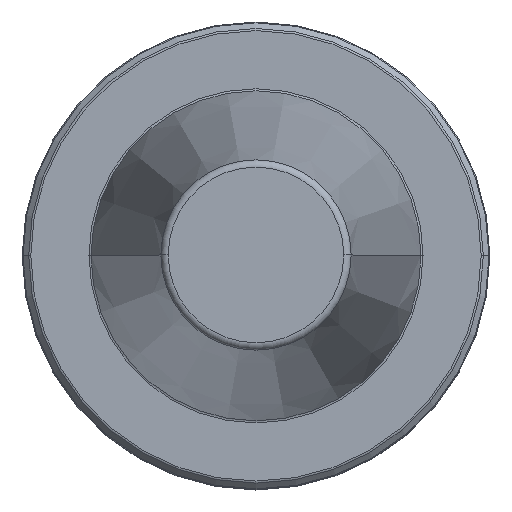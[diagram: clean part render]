
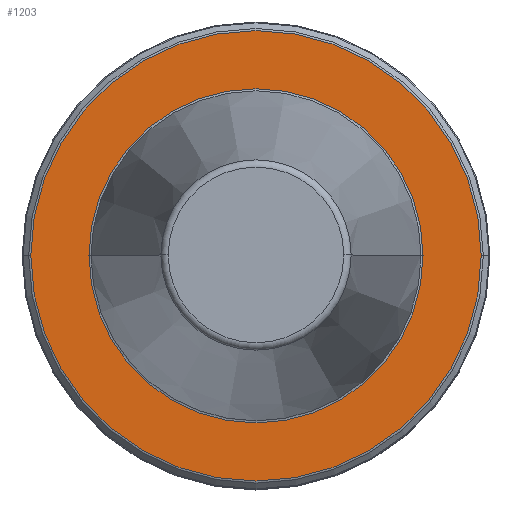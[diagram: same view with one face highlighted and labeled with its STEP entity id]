
A CAD part, top view. The second image highlights one B-rep face of the part: STEP entity #1203.
In plain terms, the highlighted planar face has unit normal (0, 0, 1).
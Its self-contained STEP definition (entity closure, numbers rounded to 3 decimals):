
#5 = DIRECTION ( 'NONE',  ( 1., 0., 0. ) ) ;
#21 = EDGE_CURVE ( 'NONE', #982, #1163, #1168, .T. ) ;
#52 = CARTESIAN_POINT ( 'NONE',  ( 22.5, 0., -2. ) ) ;
#55 = AXIS2_PLACEMENT_3D ( 'NONE', #310, #505, #1065 ) ;
#108 = CIRCLE ( 'NONE', #149, 30.334 ) ;
#113 = FACE_OUTER_BOUND ( 'NONE', #194, .T. ) ;
#119 = VERTEX_POINT ( 'NONE', #685 ) ;
#149 = AXIS2_PLACEMENT_3D ( 'NONE', #676, #861, #279 ) ;
#156 = ORIENTED_EDGE ( 'NONE', *, *, #1024, .T. ) ;
#194 = EDGE_LOOP ( 'NONE', ( #1213, #156 ) ) ;
#236 = AXIS2_PLACEMENT_3D ( 'NONE', #831, #644, #5 ) ;
#279 = DIRECTION ( 'NONE',  ( 1., 0., 0. ) ) ;
#285 = ORIENTED_EDGE ( 'NONE', *, *, #21, .F. ) ;
#308 = CARTESIAN_POINT ( 'NONE',  ( 0., 0., -2. ) ) ;
#310 = CARTESIAN_POINT ( 'NONE',  ( 0., 0., -2. ) ) ;
#323 = EDGE_CURVE ( 'NONE', #1163, #982, #643, .T. ) ;
#340 = EDGE_LOOP ( 'NONE', ( #285, #628 ) ) ;
#405 = DIRECTION ( 'NONE',  ( 1., 0., 0. ) ) ;
#414 = AXIS2_PLACEMENT_3D ( 'NONE', #308, #509, #405 ) ;
#505 = DIRECTION ( 'NONE',  ( 0., 0., 1. ) ) ;
#509 = DIRECTION ( 'NONE',  ( 0., 0., 1. ) ) ;
#628 = ORIENTED_EDGE ( 'NONE', *, *, #323, .F. ) ;
#643 = CIRCLE ( 'NONE', #55, 22.5 ) ;
#644 = DIRECTION ( 'NONE',  ( 0., 0., 1. ) ) ;
#663 = FACE_BOUND ( 'NONE', #340, .T. ) ;
#676 = CARTESIAN_POINT ( 'NONE',  ( 0., 0., -2. ) ) ;
#685 = CARTESIAN_POINT ( 'NONE',  ( -30.334, 0., -2. ) ) ;
#691 = CARTESIAN_POINT ( 'NONE',  ( 30.334, 0., -2. ) ) ;
#770 = CARTESIAN_POINT ( 'NONE',  ( -22.5, 0., -2. ) ) ;
#831 = CARTESIAN_POINT ( 'NONE',  ( 0., 0., -2. ) ) ;
#861 = DIRECTION ( 'NONE',  ( 0., 0., 1. ) ) ;
#872 = DIRECTION ( 'NONE',  ( 1., 0., 0. ) ) ;
#889 = PLANE ( 'NONE',  #414 ) ;
#963 = VERTEX_POINT ( 'NONE', #691 ) ;
#969 = CARTESIAN_POINT ( 'NONE',  ( 0., 0., -2. ) ) ;
#982 = VERTEX_POINT ( 'NONE', #52 ) ;
#997 = CIRCLE ( 'NONE', #1227, 30.334 ) ;
#1024 = EDGE_CURVE ( 'NONE', #119, #963, #997, .T. ) ;
#1058 = EDGE_CURVE ( 'NONE', #963, #119, #108, .T. ) ;
#1065 = DIRECTION ( 'NONE',  ( 1., 0., 0. ) ) ;
#1163 = VERTEX_POINT ( 'NONE', #770 ) ;
#1168 = CIRCLE ( 'NONE', #236, 22.5 ) ;
#1203 = ADVANCED_FACE ( 'NONE', ( #113, #663 ), #889, .T. ) ;
#1213 = ORIENTED_EDGE ( 'NONE', *, *, #1058, .T. ) ;
#1227 = AXIS2_PLACEMENT_3D ( 'NONE', #969, #1276, #872 ) ;
#1276 = DIRECTION ( 'NONE',  ( 0., 0., 1. ) ) ;
